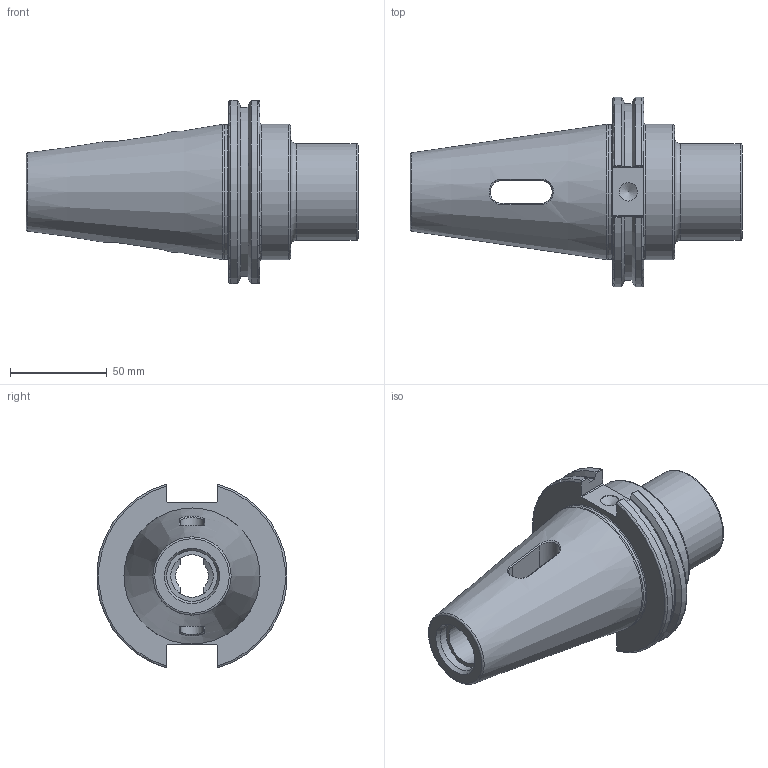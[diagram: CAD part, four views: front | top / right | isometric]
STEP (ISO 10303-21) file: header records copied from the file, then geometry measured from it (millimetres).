
FILE_DESCRIPTION(/* description */ (''),/* implementation_level */ '2;1');
FILE_NAME(/* name */ 'CL040.stp',/* time_stamp */ '2023-04-13T09:43:33+09:00',/* author */ ('eos'),/* organization */ (''),/* preprocessor_version */ 'ST-DEVELOPER v18.1',/* originating_system */ 'Autodesk Inventor 2022',/* authorisation */ '');
FILE_SCHEMA (('AUTOMOTIVE_DESIGN { 1 0 10303 214 3 1 1 }'));
Length unit declared in the file: millimetre
Products named in the file (1): CAT50
Bounding box: 171.45 x 98.06 x 94.69 mm (x, y, z)
Volume: 390242.3 mm3; surface area: 59019.8 mm2
Topology: 1 solids, 1 shells, 91 faces, 249 edges, 162 vertices
Faces by surface type: plane 35, cylinder 19, bspline 16, cone 11, torus 10
Full cylindrical faces by diameter (mm): 9.525 x1, 21.971 x1, 26.2 x1, 26.5 x1, 50 x1, 69.25 x1, 69.85 x1
Entity records: 3560 total; most frequent: CARTESIAN_POINT 1359, ORIENTED_EDGE 496, DIRECTION 389, EDGE_CURVE 248, VERTEX_POINT 162, AXIS2_PLACEMENT_3D 140, LINE 109, VECTOR 109
